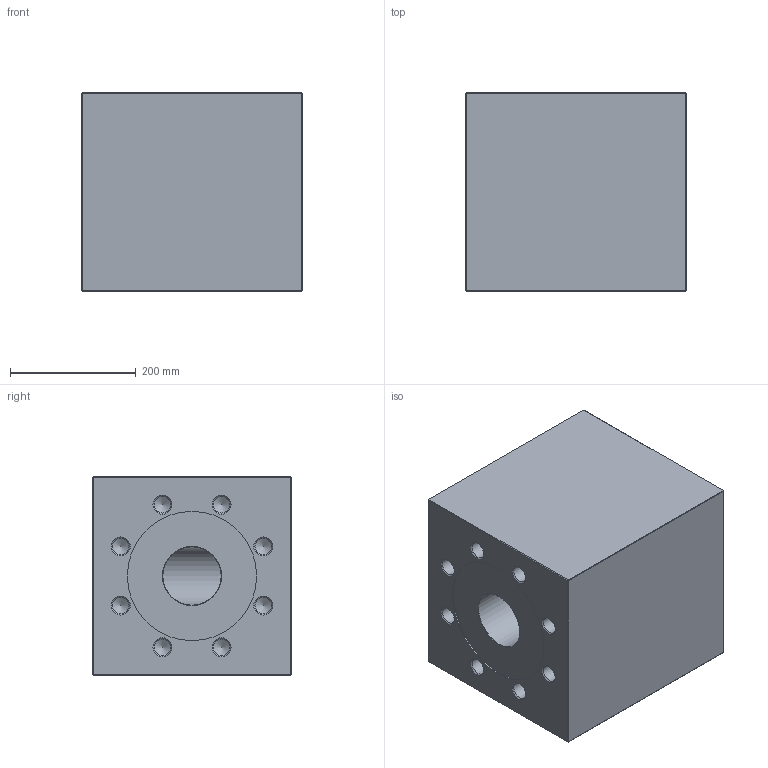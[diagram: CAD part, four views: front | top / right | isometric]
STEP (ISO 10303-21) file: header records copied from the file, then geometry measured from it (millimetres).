
FILE_DESCRIPTION(/* description */ (''),/* implementation_level */ '2;1');
FILE_NAME(/* name */ 'X-FVH100-5.stp',/* time_stamp */ '2025-01-17T06:24:54+01:00',/* author */ (''),/* organization */ (''),/* preprocessor_version */ 'ST-DEVELOPER v16',/* originating_system */ 'SIEMENS PLM Software NX 10.0',/* authorisation */ '');
FILE_SCHEMA (('CONFIG_CONTROL_DESIGN'));
Length unit declared in the file: millimetre
Products named in the file (1): X-FVH100-5
Bounding box: 350 x 315 x 315 mm (x, y, z)
Volume: 31685263.5 mm3; surface area: 805146.7 mm2
Topology: 1 solids, 1 shells, 87 faces, 202 edges, 119 vertices
Faces by surface type: cone 34, plane 31, cylinder 22
Full cylindrical faces by diameter (mm): 26.5 x16, 92.5 x2, 205.14 x2
Entity records: 2014 total; most frequent: DIRECTION 356, CARTESIAN_POINT 306, ORIENTED_EDGE 230, AXIS2_PLACEMENT_3D 153, EDGE_LOOP 146, FACE_BOUND 133, EDGE_CURVE 115, VERTEX_POINT 103
